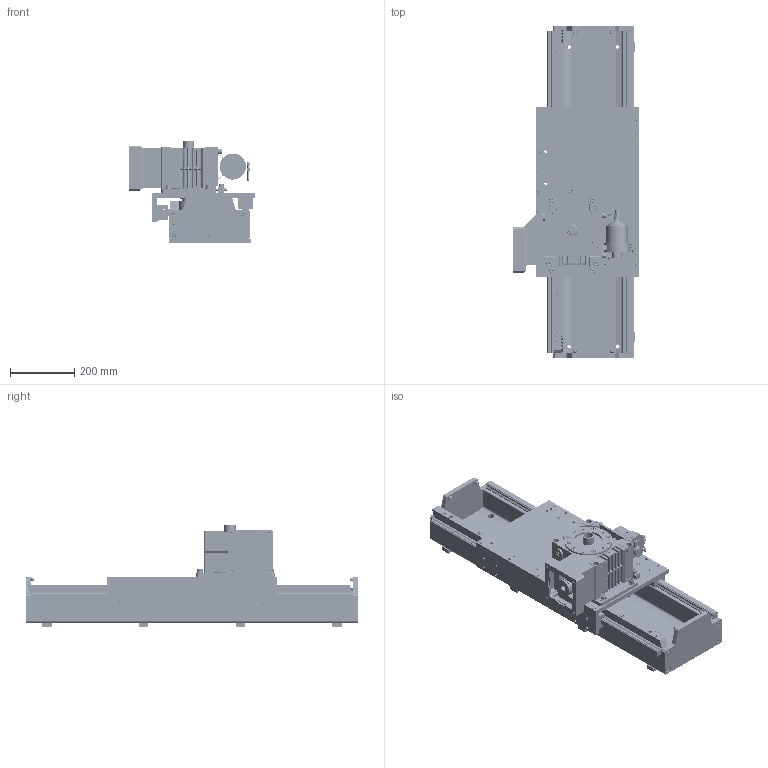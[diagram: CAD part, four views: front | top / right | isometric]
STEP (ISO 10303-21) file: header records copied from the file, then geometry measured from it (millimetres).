
FILE_DESCRIPTION((''),'2;1');
FILE_NAME('KK-RP-285-25-M3-1000.stp','2011-02-10T15:24:41',('kurt'),(''),'Autodesk Inventor 2010','Autodesk Inventor 2010','');
FILE_SCHEMA(('AUTOMOTIVE_DESIGN { 1 0 10303 214 1 1 1 1 }'));
Length unit declared in the file: millimetre
Products named in the file (41): KK-RP-285-25-M3-1000; KK-RP-285-25-M3-1000-P05; KK-RP-285-25-M3-1000-P05#01; KK-RP-285-25-M3-0000-P05#02; KK-RP-285-25-M3-0000-P05#02_1; KK-RP-285-25-M3-0000-P05#02_2; KK-RP-285-25-M3-0000-P05#02_3; KK-RP-285-25-M3-0000-N02; KK-RP-285-25-M3-0000-N06; KK-HD-285-25-2500-0000-P01:10; KK-RP-285-25-M3-1000-N03; ATLANTA 58 84 005; ATLANTA 20 89 430; ATLANTA 38 31 100; ATLANTA 65 44 119; ATLANTA 80 84 036; KK-RP-285-25-M3-0000-P02; KK-RP-285-25-M3-0000-P06; KK-RP-225-20-M2-0000-P03; KK-RP-225-20-M2-0000-P04; DIN 912 - replaced by DIN EN ISO 4762 M10 x 30; DIN 555 - replaced by DIN EN 24034 M6; DIN 913 M6 x 35; DIN 125-1 A A 10,5; DIN 127 - withdrawn A 10; DIN 912 - replaced by DIN EN ISO 4762 M10 x 120; DIN 912 - replaced by DIN EN ISO 4762 M6 x 16; DIN 912 - replaced by DIN EN ISO 4762 M6 x 25; C6; DIN 912 - replaced by DIN EN ISO 4762 M8 x 35; DIN 912 - replaced by DIN EN ISO 4762 M8 x 16; DIN EN ISO 2338 6 h8 x 24; DIN 912 - replaced by DIN EN ISO 4762 M6 x 20; ATLANTA 65 91 000; ATLANTA 65 91 318; KK-RP-285-25-M3-0000-P07; DIN 7991 - replaced by DIN EN ISO 10642 M5  x  12; KK-RP-285-25-M3-0000-P08; DIN 9021 6,4; DIN 912 - replaced by DIN EN ISO 4762 M6 x 12 ...
Assembly tree (177 placements, depth 3):
  KK-RP-285-25-M3-1000
    KK-RP-285-25-M3-1000-P05
      KK-RP-285-25-M3-1000-P05#01
      KK-RP-285-25-M3-0000-P05#02
      KK-RP-285-25-M3-0000-P05#02_1
      KK-RP-285-25-M3-0000-P05#02_2
      KK-RP-285-25-M3-0000-P05#02_3
    KK-RP-285-25-M3-0000-N02  x4
    KK-RP-285-25-M3-0000-N06  x4
    KK-HD-285-25-2500-0000-P01:10  x2
    KK-RP-285-25-M3-1000-N03  x2
    ATLANTA 58 84 005
    ATLANTA 20 89 430
    ATLANTA 38 31 100
    ATLANTA 65 44 119
    ATLANTA 80 84 036
    KK-RP-285-25-M3-0000-P02
    KK-RP-285-25-M3-0000-P06
    KK-RP-225-20-M2-0000-P03
    KK-RP-225-20-M2-0000-P04
    DIN 912 - replaced by DIN EN ISO 4762 M10 x 30  x6
    DIN 555 - replaced by DIN EN 24034 M6  x2
    DIN 913 M6 x 35  x2
    DIN 125-1 A A 10,5  x6
    DIN 127 - withdrawn A 10  x4
    DIN 912 - replaced by DIN EN ISO 4762 M10 x 120  x4
    DIN 912 - replaced by DIN EN ISO 4762 M6 x 16  x16
    DIN 912 - replaced by DIN EN ISO 4762 M6 x 25  x34
    C6  x34
    DIN 912 - replaced by DIN EN ISO 4762 M8 x 35  x8
    DIN 912 - replaced by DIN EN ISO 4762 M8 x 16  x10
    DIN EN ISO 2338 6 h8 x 24  x8
    DIN 912 - replaced by DIN EN ISO 4762 M6 x 20  x5
    ATLANTA 65 91 000
    ATLANTA 65 91 318
    KK-RP-285-25-M3-0000-P07
    DIN 7991 - replaced by DIN EN ISO 10642 M5  x  12  x3
    KK-RP-285-25-M3-0000-P08
    DIN 9021 6,4
    DIN 912 - replaced by DIN EN ISO 4762 M6 x 12
    DIN 912 - replaced by DIN EN ISO 4762 M10 x 16  x2
Bounding box: 392.17 x 1030 x 316 mm (x, y, z)
Volume: 21897185.2 mm3; surface area: 2745466.5 mm2
Topology: 196 solids, 200 shells, 6445 faces, 16050 edges, 10363 vertices
Faces by surface type: plane 3366, cylinder 1413, bspline 737, cone 731, torus 197, revolution 1
Full cylindrical faces by diameter (mm): 3 x6, 3.183 x2, 3.5 x4, 5 x38, 5.5 x4, 6 x130, 6.3 x4, 6.4 x1, 6.6 x7, 6.647 x5, 7.7 x2, 8 x19, 8.376 x164, 8.88 x5, 9.43 x3, 9.728 x1, 10 x194, 10.5 x6, 11 x8, 11.3 x34, 12 x3, 13 x42, 14.052 x24, 15 x10, 16 x12, 17 x6, 18 x16, 19 x4, 20 x8, 24.7 x1
Entity records: 115130 total; most frequent: CARTESIAN_POINT 29398, DIRECTION 17312, ORIENTED_EDGE 15526, EDGE_CURVE 7763, AXIS2_PLACEMENT_3D 6601, EDGE_LOOP 5798, VERTEX_POINT 5737, VECTOR 4109
